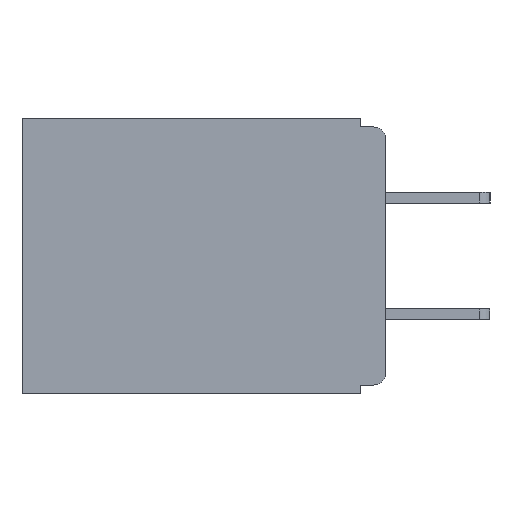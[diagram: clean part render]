
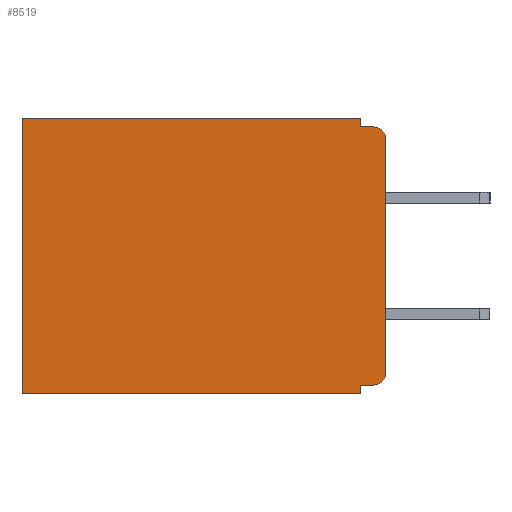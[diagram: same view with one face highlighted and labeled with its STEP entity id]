
A CAD part, left-side view. The second image highlights one B-rep face of the part: STEP entity #8519.
In plain terms, the highlighted planar face has unit normal (-1, 0, 0).
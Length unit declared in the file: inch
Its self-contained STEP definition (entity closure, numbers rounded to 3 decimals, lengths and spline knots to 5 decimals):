
#194 = CARTESIAN_POINT ( 'NONE',  ( 0.3, 0.015, -0.305 ) ) ;
#336 = LINE ( 'NONE', #2932, #12740 ) ;
#972 = CARTESIAN_POINT ( 'NONE',  ( 0.3, 0., -0.32 ) ) ;
#1871 = CARTESIAN_POINT ( 'NONE',  ( 0.3, 0.437, -0.33 ) ) ;
#2300 = CARTESIAN_POINT ( 'NONE',  ( 0.3, 0.437, 0. ) ) ;
#2336 = PLANE ( 'NONE',  #21376 ) ;
#2541 = DIRECTION ( 'NONE',  ( 0., 0., -1. ) ) ;
#2794 = EDGE_CURVE ( 'NONE', #30035, #25628, #18372, .T. ) ;
#2932 = CARTESIAN_POINT ( 'NONE',  ( 0.3, 0., -0.33 ) ) ;
#3187 = CARTESIAN_POINT ( 'NONE',  ( 0.3, 0., -0.025 ) ) ;
#3578 = ORIENTED_EDGE ( 'NONE', *, *, #14919, .T. ) ;
#3617 = AXIS2_PLACEMENT_3D ( 'NONE', #23758, #9859, #26084 ) ;
#3618 = LINE ( 'NONE', #5219, #21427 ) ;
#3620 = VECTOR ( 'NONE', #10397, 39.37008 ) ;
#4346 = VECTOR ( 'NONE', #4753, 39.37008 ) ;
#4753 = DIRECTION ( 'NONE',  ( 0., -1., 0. ) ) ;
#5219 = CARTESIAN_POINT ( 'NONE',  ( 0.3, 0., -0.33 ) ) ;
#5567 = EDGE_CURVE ( 'NONE', #12237, #9660, #15953, .T. ) ;
#5976 = EDGE_CURVE ( 'NONE', #25628, #10853, #29061, .T. ) ;
#6432 = ORIENTED_EDGE ( 'NONE', *, *, #12557, .F. ) ;
#6452 = DIRECTION ( 'NONE',  ( 0., 0., -1. ) ) ;
#6726 = ORIENTED_EDGE ( 'NONE', *, *, #5976, .F. ) ;
#7237 = ORIENTED_EDGE ( 'NONE', *, *, #2794, .F. ) ;
#7266 = VERTEX_POINT ( 'NONE', #18824 ) ;
#7569 = DIRECTION ( 'NONE',  ( 0., 0., -1. ) ) ;
#8519 = ADVANCED_FACE ( 'NONE', ( #16350 ), #2336, .F. ) ;
#8628 = VERTEX_POINT ( 'NONE', #28299 ) ;
#9636 = VERTEX_POINT ( 'NONE', #15519 ) ;
#9660 = VERTEX_POINT ( 'NONE', #1871 ) ;
#9746 = ORIENTED_EDGE ( 'NONE', *, *, #10290, .F. ) ;
#9859 = DIRECTION ( 'NONE',  ( -1., 0., 0. ) ) ;
#10290 = EDGE_CURVE ( 'NONE', #23584, #9636, #29036, .T. ) ;
#10397 = DIRECTION ( 'NONE',  ( 0., 0., -1. ) ) ;
#10853 = VERTEX_POINT ( 'NONE', #19913 ) ;
#11350 = ORIENTED_EDGE ( 'NONE', *, *, #29594, .F. ) ;
#11552 = VECTOR ( 'NONE', #18424, 39.37008 ) ;
#11746 = CIRCLE ( 'NONE', #3617, 0.015 ) ;
#12143 = DIRECTION ( 'NONE',  ( 0., 1., 0. ) ) ;
#12237 = VERTEX_POINT ( 'NONE', #2300 ) ;
#12557 = EDGE_CURVE ( 'NONE', #8628, #23584, #15060, .T. ) ;
#12714 = DIRECTION ( 'NONE',  ( 0., 1., 0. ) ) ;
#12740 = VECTOR ( 'NONE', #12143, 39.37008 ) ;
#12771 = DIRECTION ( 'NONE',  ( 0., 1., 0. ) ) ;
#13399 = EDGE_CURVE ( 'NONE', #30035, #12237, #27390, .T. ) ;
#13914 = CARTESIAN_POINT ( 'NONE',  ( 0.3, 0., -0.33 ) ) ;
#14895 = CARTESIAN_POINT ( 'NONE',  ( 0.3, 0.437, -0.33 ) ) ;
#14919 = EDGE_CURVE ( 'NONE', #8628, #7266, #28786, .T. ) ;
#15060 = LINE ( 'NONE', #972, #26706 ) ;
#15519 = CARTESIAN_POINT ( 'NONE',  ( 0.3, 0.031, -0.33 ) ) ;
#15588 = CARTESIAN_POINT ( 'NONE',  ( 0.3, 0.031, -0.32 ) ) ;
#15873 = ORIENTED_EDGE ( 'NONE', *, *, #13399, .T. ) ;
#15953 = LINE ( 'NONE', #14895, #3620 ) ;
#16261 = EDGE_CURVE ( 'NONE', #9636, #9660, #336, .T. ) ;
#16350 = FACE_OUTER_BOUND ( 'NONE', #22429, .T. ) ;
#16417 = DIRECTION ( 'NONE',  ( -1., 0., 0. ) ) ;
#18372 = LINE ( 'NONE', #18863, #11552 ) ;
#18424 = DIRECTION ( 'NONE',  ( 0., 0., -1. ) ) ;
#18552 = DIRECTION ( 'NONE',  ( 0., 0., -1. ) ) ;
#18824 = CARTESIAN_POINT ( 'NONE',  ( 0.3, 0., -0.305 ) ) ;
#18863 = CARTESIAN_POINT ( 'NONE',  ( 0.3, 0.031, 0. ) ) ;
#19913 = CARTESIAN_POINT ( 'NONE',  ( 0.3, 0.015, -0.01 ) ) ;
#21148 = AXIS2_PLACEMENT_3D ( 'NONE', #194, #16417, #2541 ) ;
#21182 = VECTOR ( 'NONE', #12714, 39.37008 ) ;
#21376 = AXIS2_PLACEMENT_3D ( 'NONE', #13914, #25500, #18552 ) ;
#21427 = VECTOR ( 'NONE', #7569, 39.37008 ) ;
#22429 = EDGE_LOOP ( 'NONE', ( #11350, #24737, #6726, #7237, #15873, #28270, #29714, #9746, #6432, #3578 ) ) ;
#22607 = CARTESIAN_POINT ( 'NONE',  ( 0.3, 0.031, -0.33 ) ) ;
#22883 = VECTOR ( 'NONE', #6452, 39.37008 ) ;
#23184 = CARTESIAN_POINT ( 'NONE',  ( 0.3, 0.031, 0. ) ) ;
#23347 = CARTESIAN_POINT ( 'NONE',  ( 0.3, 0., -0.01 ) ) ;
#23584 = VERTEX_POINT ( 'NONE', #15588 ) ;
#23758 = CARTESIAN_POINT ( 'NONE',  ( 0.3, 0.015, -0.025 ) ) ;
#23873 = EDGE_CURVE ( 'NONE', #25632, #10853, #11746, .T. ) ;
#24144 = CARTESIAN_POINT ( 'NONE',  ( 0.3, 0.031, -0.01 ) ) ;
#24737 = ORIENTED_EDGE ( 'NONE', *, *, #23873, .T. ) ;
#25500 = DIRECTION ( 'NONE',  ( 1., 0., 0. ) ) ;
#25628 = VERTEX_POINT ( 'NONE', #24144 ) ;
#25632 = VERTEX_POINT ( 'NONE', #3187 ) ;
#26084 = DIRECTION ( 'NONE',  ( 0., 0., -1. ) ) ;
#26706 = VECTOR ( 'NONE', #12771, 39.37008 ) ;
#27390 = LINE ( 'NONE', #28922, #21182 ) ;
#28270 = ORIENTED_EDGE ( 'NONE', *, *, #5567, .T. ) ;
#28299 = CARTESIAN_POINT ( 'NONE',  ( 0.3, 0.015, -0.32 ) ) ;
#28786 = CIRCLE ( 'NONE', #21148, 0.015 ) ;
#28922 = CARTESIAN_POINT ( 'NONE',  ( 0.3, 0., 0. ) ) ;
#29036 = LINE ( 'NONE', #22607, #22883 ) ;
#29061 = LINE ( 'NONE', #23347, #4346 ) ;
#29594 = EDGE_CURVE ( 'NONE', #25632, #7266, #3618, .T. ) ;
#29714 = ORIENTED_EDGE ( 'NONE', *, *, #16261, .F. ) ;
#30035 = VERTEX_POINT ( 'NONE', #23184 ) ;
